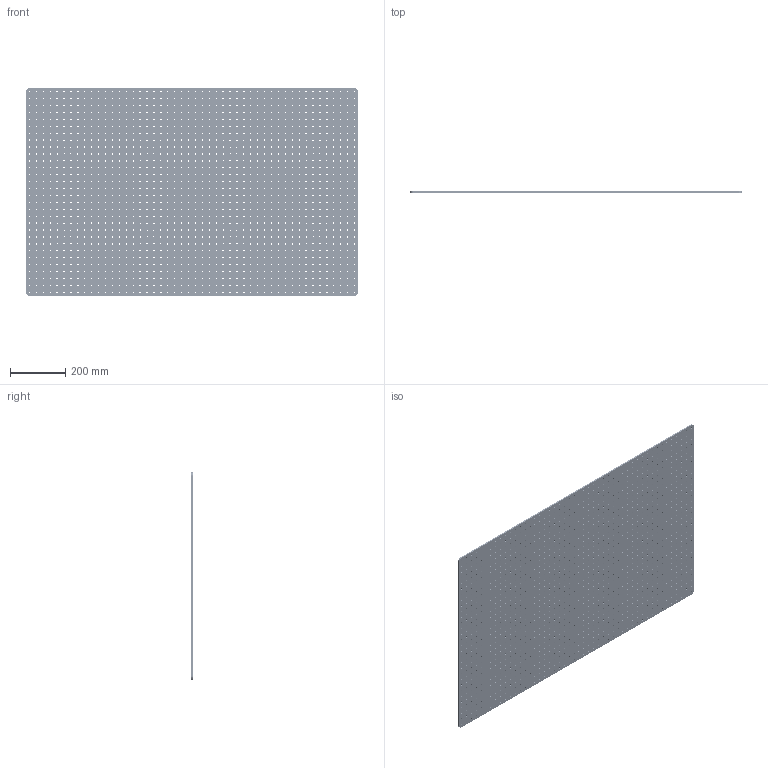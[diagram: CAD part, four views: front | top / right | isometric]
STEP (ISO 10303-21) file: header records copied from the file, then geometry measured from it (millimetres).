
FILE_DESCRIPTION(/* description */ (''),/* implementation_level */ '2;1');
FILE_NAME(/* name */ 'Nexus_750x1200_B75120A_breadboard_top_skin.stp',/* time_stamp */ '2018-08-27T09:49:21+02:00',/* author */ ('voigt'),/* organization */ (''),/* preprocessor_version */ 'ST-DEVELOPER v16.1',/* originating_system */ 'Autodesk Inventor 2016',/* authorisation */ '');
FILE_SCHEMA (('AUTOMOTIVE_DESIGN { 1 0 10303 214 3 1 1 }'));
Length unit declared in the file: millimetre
Products named in the file (1): Nexus_750x1200_B75120A_breadboard_top_skin
Bounding box: 1200 x 5 x 750 mm (x, y, z)
Volume: 4357957.7 mm3; surface area: 1875673.1 mm2
Topology: 1 solids, 1 shells, 1450 faces, 4344 edges, 2896 vertices
Faces by surface type: cylinder 1444, plane 6
Full cylindrical faces by diameter (mm): 5 x1440
Entity records: 49280 total; most frequent: DIRECTION 8694, CARTESIAN_POINT 7251, ORIENTED_EDGE 5808, EDGE_LOOP 5770, AXIS2_PLACEMENT_3D 4339, FACE_BOUND 4320, EDGE_CURVE 2904, VERTEX_POINT 2896
